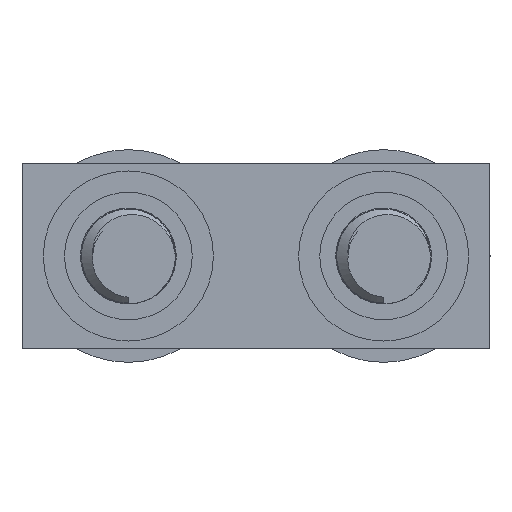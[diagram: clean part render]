
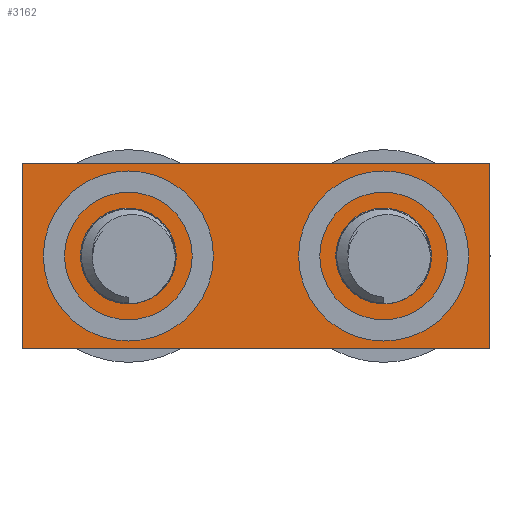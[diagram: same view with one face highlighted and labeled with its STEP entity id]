
A CAD part, front view. The second image highlights one B-rep face of the part: STEP entity #3162.
In plain terms, the highlighted planar face has unit normal (0, -1, 0).
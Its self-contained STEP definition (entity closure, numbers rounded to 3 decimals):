
#80 = DIRECTION ( 'NONE',  ( 0., 0., -1. ) ) ;
#333 = LINE ( 'NONE', #2153, #3839 ) ;
#465 = PLANE ( 'NONE',  #877 ) ;
#499 = CARTESIAN_POINT ( 'NONE',  ( 8.5, -3.75, 2.175 ) ) ;
#601 = EDGE_CURVE ( 'NONE', #4234, #1729, #2978, .T. ) ;
#697 = CARTESIAN_POINT ( 'NONE',  ( -2.5, -3.75, 2.175 ) ) ;
#877 = AXIS2_PLACEMENT_3D ( 'NONE', #1608, #4023, #1986 ) ;
#1098 = CARTESIAN_POINT ( 'NONE',  ( -2.5, -3.75, -2.175 ) ) ;
#1335 = EDGE_LOOP ( 'NONE', ( #3206, #3444, #2522, #2015 ) ) ;
#1431 = DIRECTION ( 'NONE',  ( 0., 0., 1. ) ) ;
#1512 = CARTESIAN_POINT ( 'NONE',  ( 8.5, -3.75, -2.175 ) ) ;
#1608 = CARTESIAN_POINT ( 'NONE',  ( 0., -3.75, 0. ) ) ;
#1651 = DIRECTION ( 'NONE',  ( -1., 0., 0. ) ) ;
#1729 = VERTEX_POINT ( 'NONE', #1512 ) ;
#1850 = EDGE_CURVE ( 'NONE', #1729, #2005, #333, .T. ) ;
#1986 = DIRECTION ( 'NONE',  ( 0., 0., -1. ) ) ;
#2005 = VERTEX_POINT ( 'NONE', #499 ) ;
#2015 = ORIENTED_EDGE ( 'NONE', *, *, #3411, .T. ) ;
#2153 = CARTESIAN_POINT ( 'NONE',  ( 8.5, -3.75, -2.175 ) ) ;
#2522 = ORIENTED_EDGE ( 'NONE', *, *, #1850, .T. ) ;
#2790 = VECTOR ( 'NONE', #80, 1000. ) ;
#2859 = CARTESIAN_POINT ( 'NONE',  ( 8.5, -3.75, -2.175 ) ) ;
#2864 = VECTOR ( 'NONE', #1651, 1000. ) ;
#2878 = DIRECTION ( 'NONE',  ( 1., 0., 0. ) ) ;
#2978 = LINE ( 'NONE', #2859, #3772 ) ;
#3162 = ADVANCED_FACE ( 'NONE', ( #4532 ), #465, .T. ) ;
#3206 = ORIENTED_EDGE ( 'NONE', *, *, #4412, .T. ) ;
#3411 = EDGE_CURVE ( 'NONE', #2005, #3488, #3767, .T. ) ;
#3444 = ORIENTED_EDGE ( 'NONE', *, *, #601, .T. ) ;
#3488 = VERTEX_POINT ( 'NONE', #697 ) ;
#3697 = LINE ( 'NONE', #4278, #2790 ) ;
#3767 = LINE ( 'NONE', #4401, #2864 ) ;
#3772 = VECTOR ( 'NONE', #2878, 1000. ) ;
#3839 = VECTOR ( 'NONE', #1431, 1000. ) ;
#4023 = DIRECTION ( 'NONE',  ( 0., -1., 0. ) ) ;
#4234 = VERTEX_POINT ( 'NONE', #1098 ) ;
#4278 = CARTESIAN_POINT ( 'NONE',  ( -2.5, -3.75, -2.175 ) ) ;
#4401 = CARTESIAN_POINT ( 'NONE',  ( 8.5, -3.75, 2.175 ) ) ;
#4412 = EDGE_CURVE ( 'NONE', #3488, #4234, #3697, .T. ) ;
#4532 = FACE_OUTER_BOUND ( 'NONE', #1335, .T. ) ;
